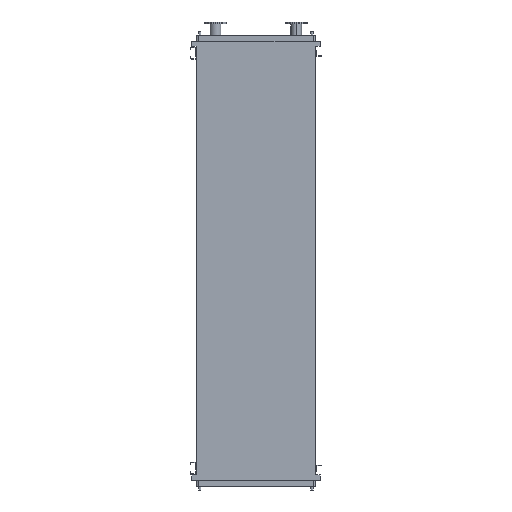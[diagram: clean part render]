
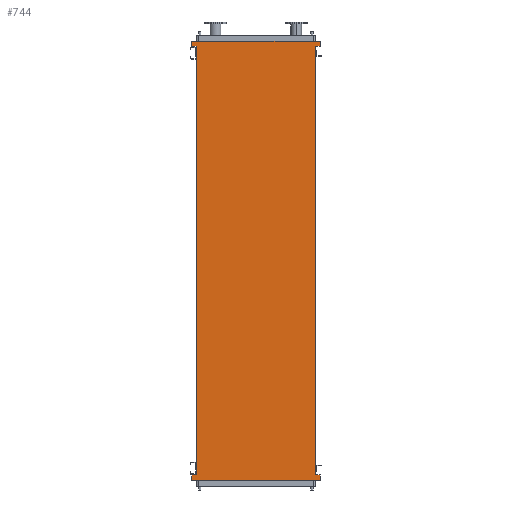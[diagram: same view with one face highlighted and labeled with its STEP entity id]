
A CAD part, front view. The second image highlights one B-rep face of the part: STEP entity #744.
In plain terms, the highlighted planar face has unit normal (0, -1, 0).
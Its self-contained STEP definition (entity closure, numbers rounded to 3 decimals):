
#335 = LINE ( 'NONE', #3111, #3587 ) ;
#418 = LINE ( 'NONE', #3258, #10671 ) ;
#583 = EDGE_CURVE ( 'NONE', #8900, #9907, #335, .T. ) ;
#701 = VERTEX_POINT ( 'NONE', #5791 ) ;
#743 = VECTOR ( 'NONE', #10411, 1000. ) ;
#744 = ADVANCED_FACE ( 'NONE', ( #7205 ), #4117, .T. ) ;
#885 = DIRECTION ( 'NONE',  ( 1., 0., 0. ) ) ;
#1127 = CARTESIAN_POINT ( 'NONE',  ( -605., 0., -4293. ) ) ;
#1142 = CARTESIAN_POINT ( 'NONE',  ( 605., 0., -4293. ) ) ;
#1243 = DIRECTION ( 'NONE',  ( 0., 0., -1. ) ) ;
#1405 = CARTESIAN_POINT ( 'NONE',  ( 651., 0., -4293. ) ) ;
#1625 = DIRECTION ( 'NONE',  ( -1., 0., 0. ) ) ;
#1732 = ORIENTED_EDGE ( 'NONE', *, *, #10899, .F. ) ;
#2226 = LINE ( 'NONE', #7243, #11861 ) ;
#2288 = DIRECTION ( 'NONE',  ( 1., 0., 0. ) ) ;
#2431 = DIRECTION ( 'NONE',  ( 0., 0., -1. ) ) ;
#2665 = CARTESIAN_POINT ( 'NONE',  ( 651., 0., 95. ) ) ;
#2697 = DIRECTION ( 'NONE',  ( 0., 0., 1. ) ) ;
#2770 = ORIENTED_EDGE ( 'NONE', *, *, #3510, .F. ) ;
#2962 = ORIENTED_EDGE ( 'NONE', *, *, #583, .F. ) ;
#2976 = EDGE_CURVE ( 'NONE', #701, #9290, #2226, .T. ) ;
#3042 = ORIENTED_EDGE ( 'NONE', *, *, #12332, .T. ) ;
#3111 = CARTESIAN_POINT ( 'NONE',  ( 651., 0., -4293. ) ) ;
#3115 = CARTESIAN_POINT ( 'NONE',  ( -651., 0., -4345. ) ) ;
#3134 = EDGE_CURVE ( 'NONE', #7082, #7535, #5626, .T. ) ;
#3189 = VECTOR ( 'NONE', #11390, 1000. ) ;
#3258 = CARTESIAN_POINT ( 'NONE',  ( -651., 0., 43. ) ) ;
#3510 = EDGE_CURVE ( 'NONE', #11491, #701, #7604, .T. ) ;
#3587 = VECTOR ( 'NONE', #1243, 1000. ) ;
#3604 = CARTESIAN_POINT ( 'NONE',  ( 651., 0., 43. ) ) ;
#3615 = DIRECTION ( 'NONE',  ( 0., 0., 1. ) ) ;
#3662 = LINE ( 'NONE', #5776, #4017 ) ;
#3664 = VECTOR ( 'NONE', #3615, 1000. ) ;
#3725 = LINE ( 'NONE', #9727, #12662 ) ;
#3813 = EDGE_CURVE ( 'NONE', #7535, #4781, #3662, .T. ) ;
#3850 = EDGE_CURVE ( 'NONE', #8462, #8900, #3725, .T. ) ;
#4017 = VECTOR ( 'NONE', #8560, 1000. ) ;
#4035 = EDGE_CURVE ( 'NONE', #9907, #11491, #11366, .T. ) ;
#4117 = PLANE ( 'NONE',  #10613 ) ;
#4183 = VERTEX_POINT ( 'NONE', #8917 ) ;
#4295 = VECTOR ( 'NONE', #6800, 1000. ) ;
#4476 = EDGE_CURVE ( 'NONE', #8294, #7082, #9682, .T. ) ;
#4507 = LINE ( 'NONE', #8260, #3664 ) ;
#4781 = VERTEX_POINT ( 'NONE', #3604 ) ;
#4815 = CARTESIAN_POINT ( 'NONE',  ( -651., 0., 43. ) ) ;
#5019 = VECTOR ( 'NONE', #12418, 1000. ) ;
#5203 = DIRECTION ( 'NONE',  ( 0., -1., 0. ) ) ;
#5471 = ORIENTED_EDGE ( 'NONE', *, *, #4476, .F. ) ;
#5626 = LINE ( 'NONE', #2665, #743 ) ;
#5776 = CARTESIAN_POINT ( 'NONE',  ( 651., 0., 43. ) ) ;
#5791 = CARTESIAN_POINT ( 'NONE',  ( -651., 0., -4293. ) ) ;
#5826 = ORIENTED_EDGE ( 'NONE', *, *, #4035, .F. ) ;
#5856 = VECTOR ( 'NONE', #2697, 1000. ) ;
#5938 = VERTEX_POINT ( 'NONE', #9664 ) ;
#5949 = LINE ( 'NONE', #11712, #4295 ) ;
#6193 = ORIENTED_EDGE ( 'NONE', *, *, #3850, .F. ) ;
#6544 = CARTESIAN_POINT ( 'NONE',  ( 605., 0., 43. ) ) ;
#6800 = DIRECTION ( 'NONE',  ( 0., 0., 1. ) ) ;
#7082 = VERTEX_POINT ( 'NONE', #10101 ) ;
#7205 = FACE_OUTER_BOUND ( 'NONE', #7822, .T. ) ;
#7243 = CARTESIAN_POINT ( 'NONE',  ( -651., 0., -4293. ) ) ;
#7461 = CARTESIAN_POINT ( 'NONE',  ( 651., 0., -4345. ) ) ;
#7535 = VERTEX_POINT ( 'NONE', #10661 ) ;
#7604 = LINE ( 'NONE', #11545, #5856 ) ;
#7822 = EDGE_LOOP ( 'NONE', ( #3042, #11798, #11870, #12526, #5471, #1732, #9891, #8908, #2770, #5826, #2962, #6193 ) ) ;
#8260 = CARTESIAN_POINT ( 'NONE',  ( 605., 0., -4250. ) ) ;
#8294 = VERTEX_POINT ( 'NONE', #4815 ) ;
#8462 = VERTEX_POINT ( 'NONE', #1142 ) ;
#8560 = DIRECTION ( 'NONE',  ( 0., 0., -1. ) ) ;
#8647 = EDGE_CURVE ( 'NONE', #4781, #5938, #11196, .T. ) ;
#8900 = VERTEX_POINT ( 'NONE', #1405 ) ;
#8908 = ORIENTED_EDGE ( 'NONE', *, *, #2976, .F. ) ;
#8917 = CARTESIAN_POINT ( 'NONE',  ( -605., 0., 43. ) ) ;
#9201 = DIRECTION ( 'NONE',  ( -1., 0., 0. ) ) ;
#9290 = VERTEX_POINT ( 'NONE', #1127 ) ;
#9401 = CARTESIAN_POINT ( 'NONE',  ( -651., 0., 95. ) ) ;
#9664 = CARTESIAN_POINT ( 'NONE',  ( 605., 0., 43. ) ) ;
#9682 = LINE ( 'NONE', #9401, #3189 ) ;
#9727 = CARTESIAN_POINT ( 'NONE',  ( 605., 0., -4293. ) ) ;
#9891 = ORIENTED_EDGE ( 'NONE', *, *, #11315, .F. ) ;
#9907 = VERTEX_POINT ( 'NONE', #7461 ) ;
#10101 = CARTESIAN_POINT ( 'NONE',  ( -651., 0., 95. ) ) ;
#10115 = CARTESIAN_POINT ( 'NONE',  ( -605., 0., -4250. ) ) ;
#10411 = DIRECTION ( 'NONE',  ( 1., 0., 0. ) ) ;
#10584 = CARTESIAN_POINT ( 'NONE',  ( 651., 0., -4345. ) ) ;
#10613 = AXIS2_PLACEMENT_3D ( 'NONE', #10115, #5203, #2431 ) ;
#10661 = CARTESIAN_POINT ( 'NONE',  ( 651., 0., 95. ) ) ;
#10671 = VECTOR ( 'NONE', #9201, 1000. ) ;
#10899 = EDGE_CURVE ( 'NONE', #4183, #8294, #418, .T. ) ;
#11196 = LINE ( 'NONE', #6544, #5019 ) ;
#11315 = EDGE_CURVE ( 'NONE', #9290, #4183, #5949, .T. ) ;
#11366 = LINE ( 'NONE', #10584, #11850 ) ;
#11390 = DIRECTION ( 'NONE',  ( 0., 0., 1. ) ) ;
#11491 = VERTEX_POINT ( 'NONE', #3115 ) ;
#11545 = CARTESIAN_POINT ( 'NONE',  ( -651., 0., -4345. ) ) ;
#11712 = CARTESIAN_POINT ( 'NONE',  ( -605., 0., -4250. ) ) ;
#11798 = ORIENTED_EDGE ( 'NONE', *, *, #8647, .F. ) ;
#11850 = VECTOR ( 'NONE', #1625, 1000. ) ;
#11861 = VECTOR ( 'NONE', #2288, 1000. ) ;
#11870 = ORIENTED_EDGE ( 'NONE', *, *, #3813, .F. ) ;
#12332 = EDGE_CURVE ( 'NONE', #8462, #5938, #4507, .T. ) ;
#12418 = DIRECTION ( 'NONE',  ( -1., 0., 0. ) ) ;
#12526 = ORIENTED_EDGE ( 'NONE', *, *, #3134, .F. ) ;
#12662 = VECTOR ( 'NONE', #885, 1000. ) ;
